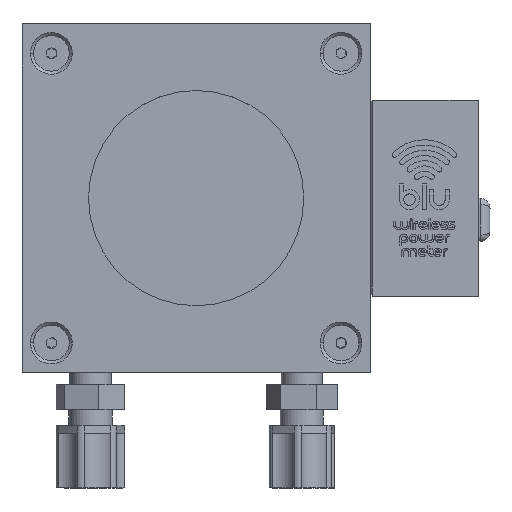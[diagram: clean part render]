
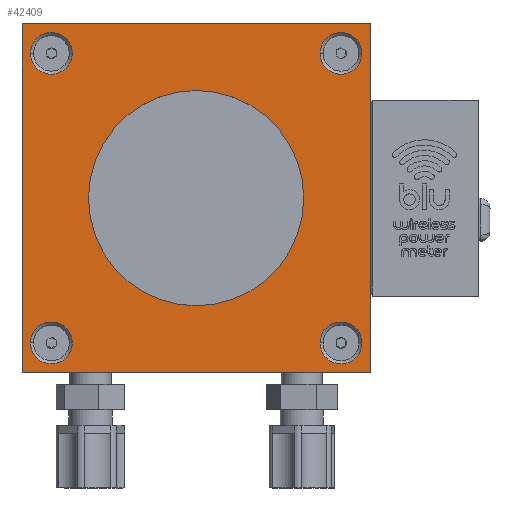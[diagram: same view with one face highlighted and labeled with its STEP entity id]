
A CAD part, top view. The second image highlights one B-rep face of the part: STEP entity #42409.
In plain terms, the highlighted planar face has unit normal (0, 0, 1).
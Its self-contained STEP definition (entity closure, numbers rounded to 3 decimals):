
#359 = VECTOR ( 'NONE', #21809, 1000. ) ;
#2261 = LINE ( 'NONE', #34496, #7232 ) ;
#2395 = ORIENTED_EDGE ( 'NONE', *, *, #37378, .T. ) ;
#3634 = FACE_BOUND ( 'NONE', #8573, .T. ) ;
#3898 = CARTESIAN_POINT ( 'NONE',  ( -11.116, -39.037, 16. ) ) ;
#4433 = CARTESIAN_POINT ( 'NONE',  ( 58.731, -2.037, 16. ) ) ;
#5814 = CARTESIAN_POINT ( 'NONE',  ( -5.769, -39.037, 16. ) ) ;
#5983 = CARTESIAN_POINT ( 'NONE',  ( 75.731, -46.537, 16. ) ) ;
#6390 = CARTESIAN_POINT ( 'NONE',  ( -11.116, 34.963, 16. ) ) ;
#6579 = AXIS2_PLACEMENT_3D ( 'NONE', #27457, #46777, #15229 ) ;
#6829 = DIRECTION ( 'NONE',  ( 1., 0., 0. ) ) ;
#7232 = VECTOR ( 'NONE', #15202, 1000. ) ;
#7637 = CIRCLE ( 'NONE', #27462, 5.347 ) ;
#7639 = DIRECTION ( 'NONE',  ( 0., 0., -1. ) ) ;
#8168 = VERTEX_POINT ( 'NONE', #29642 ) ;
#8392 = ORIENTED_EDGE ( 'NONE', *, *, #14319, .T. ) ;
#8573 = EDGE_LOOP ( 'NONE', ( #14741, #32679 ) ) ;
#8587 = DIRECTION ( 'NONE',  ( 1., 0., 0. ) ) ;
#9182 = AXIS2_PLACEMENT_3D ( 'NONE', #38514, #34177, #10569 ) ;
#9643 = CARTESIAN_POINT ( 'NONE',  ( -13.269, -46.537, 16. ) ) ;
#9808 = PLANE ( 'NONE',  #11791 ) ;
#10569 = DIRECTION ( 'NONE',  ( 1., 0., 0. ) ) ;
#10635 = DIRECTION ( 'NONE',  ( 0., 0., -1. ) ) ;
#11021 = CARTESIAN_POINT ( 'NONE',  ( 62.884, -39.037, 16. ) ) ;
#11099 = EDGE_LOOP ( 'NONE', ( #22348, #8392 ) ) ;
#11138 = VERTEX_POINT ( 'NONE', #25506 ) ;
#11705 = VERTEX_POINT ( 'NONE', #3898 ) ;
#11791 = AXIS2_PLACEMENT_3D ( 'NONE', #9643, #37248, #48944 ) ;
#13074 = ORIENTED_EDGE ( 'NONE', *, *, #49119, .T. ) ;
#13083 = DIRECTION ( 'NONE',  ( 1., 0., 0. ) ) ;
#14073 = ORIENTED_EDGE ( 'NONE', *, *, #25781, .T. ) ;
#14319 = EDGE_CURVE ( 'NONE', #11705, #26197, #36894, .T. ) ;
#14699 = CIRCLE ( 'NONE', #36651, 5.347 ) ;
#14741 = ORIENTED_EDGE ( 'NONE', *, *, #47295, .T. ) ;
#15202 = DIRECTION ( 'NONE',  ( -1., 0., 0. ) ) ;
#15229 = DIRECTION ( 'NONE',  ( 1., 0., 0. ) ) ;
#15302 = VERTEX_POINT ( 'NONE', #49763 ) ;
#17148 = CIRCLE ( 'NONE', #22014, 27.5 ) ;
#17267 = CIRCLE ( 'NONE', #33191, 27.5 ) ;
#17396 = EDGE_CURVE ( 'NONE', #43202, #26280, #33045, .T. ) ;
#17802 = ORIENTED_EDGE ( 'NONE', *, *, #34528, .T. ) ;
#18122 = DIRECTION ( 'NONE',  ( 1., 0., 0. ) ) ;
#18311 = VERTEX_POINT ( 'NONE', #32666 ) ;
#18382 = EDGE_LOOP ( 'NONE', ( #23095, #48415, #14073, #44210 ) ) ;
#20194 = AXIS2_PLACEMENT_3D ( 'NONE', #20231, #28517, #8587 ) ;
#20231 = CARTESIAN_POINT ( 'NONE',  ( 68.231, -39.037, 16. ) ) ;
#20572 = VERTEX_POINT ( 'NONE', #4433 ) ;
#20880 = CIRCLE ( 'NONE', #6579, 5.347 ) ;
#21504 = FACE_BOUND ( 'NONE', #47974, .T. ) ;
#21716 = ORIENTED_EDGE ( 'NONE', *, *, #34805, .T. ) ;
#21809 = DIRECTION ( 'NONE',  ( 0., 1., 0. ) ) ;
#21924 = DIRECTION ( 'NONE',  ( 0., 0., -1. ) ) ;
#22014 = AXIS2_PLACEMENT_3D ( 'NONE', #32127, #35763, #43694 ) ;
#22317 = VECTOR ( 'NONE', #6829, 1000. ) ;
#22348 = ORIENTED_EDGE ( 'NONE', *, *, #46268, .T. ) ;
#22355 = VERTEX_POINT ( 'NONE', #50919 ) ;
#23095 = ORIENTED_EDGE ( 'NONE', *, *, #48355, .T. ) ;
#23268 = CARTESIAN_POINT ( 'NONE',  ( -13.269, -46.537, 16. ) ) ;
#23993 = FACE_BOUND ( 'NONE', #45969, .T. ) ;
#24607 = EDGE_LOOP ( 'NONE', ( #29927, #13074 ) ) ;
#24805 = DIRECTION ( 'NONE',  ( 0., 0., -1. ) ) ;
#25125 = CARTESIAN_POINT ( 'NONE',  ( 62.884, 34.963, 16. ) ) ;
#25506 = CARTESIAN_POINT ( 'NONE',  ( 73.578, -39.037, 16. ) ) ;
#25781 = EDGE_CURVE ( 'NONE', #35512, #8168, #36983, .T. ) ;
#26197 = VERTEX_POINT ( 'NONE', #48241 ) ;
#26280 = VERTEX_POINT ( 'NONE', #25125 ) ;
#26934 = DIRECTION ( 'NONE',  ( 0., 0., -1. ) ) ;
#27457 = CARTESIAN_POINT ( 'NONE',  ( -5.769, -39.037, 16. ) ) ;
#27462 = AXIS2_PLACEMENT_3D ( 'NONE', #41683, #10635, #46331 ) ;
#28517 = DIRECTION ( 'NONE',  ( 0., 0., -1. ) ) ;
#28623 = CARTESIAN_POINT ( 'NONE',  ( -0.422, 34.963, 16. ) ) ;
#28732 = LINE ( 'NONE', #5983, #359 ) ;
#28761 = CARTESIAN_POINT ( 'NONE',  ( -5.769, 34.963, 16. ) ) ;
#29642 = CARTESIAN_POINT ( 'NONE',  ( -13.269, -46.537, 16. ) ) ;
#29927 = ORIENTED_EDGE ( 'NONE', *, *, #17396, .T. ) ;
#30120 = FACE_OUTER_BOUND ( 'NONE', #18382, .T. ) ;
#31212 = CARTESIAN_POINT ( 'NONE',  ( 31.231, -2.037, 16. ) ) ;
#31842 = AXIS2_PLACEMENT_3D ( 'NONE', #28761, #24805, #13083 ) ;
#32127 = CARTESIAN_POINT ( 'NONE',  ( 31.231, -2.037, 16. ) ) ;
#32666 = CARTESIAN_POINT ( 'NONE',  ( 3.731, -2.037, 16. ) ) ;
#32679 = ORIENTED_EDGE ( 'NONE', *, *, #38483, .T. ) ;
#33045 = CIRCLE ( 'NONE', #9182, 5.347 ) ;
#33191 = AXIS2_PLACEMENT_3D ( 'NONE', #31212, #7639, #35190 ) ;
#33313 = CIRCLE ( 'NONE', #31842, 5.347 ) ;
#34177 = DIRECTION ( 'NONE',  ( 0., 0., -1. ) ) ;
#34342 = DIRECTION ( 'NONE',  ( 1., 0., 0. ) ) ;
#34496 = CARTESIAN_POINT ( 'NONE',  ( -13.269, 42.463, 16. ) ) ;
#34528 = EDGE_CURVE ( 'NONE', #18311, #20572, #17148, .T. ) ;
#34646 = LINE ( 'NONE', #50243, #22317 ) ;
#34805 = EDGE_CURVE ( 'NONE', #40916, #11138, #34992, .T. ) ;
#34986 = EDGE_CURVE ( 'NONE', #22355, #35512, #2261, .T. ) ;
#34992 = CIRCLE ( 'NONE', #40308, 5.347 ) ;
#35190 = DIRECTION ( 'NONE',  ( -1., 0., 0. ) ) ;
#35508 = CARTESIAN_POINT ( 'NONE',  ( 73.578, 34.963, 16. ) ) ;
#35512 = VERTEX_POINT ( 'NONE', #46364 ) ;
#35763 = DIRECTION ( 'NONE',  ( 0., 0., -1. ) ) ;
#36603 = EDGE_CURVE ( 'NONE', #8168, #15302, #34646, .T. ) ;
#36651 = AXIS2_PLACEMENT_3D ( 'NONE', #50574, #26934, #34342 ) ;
#36894 = CIRCLE ( 'NONE', #38409, 5.347 ) ;
#36983 = LINE ( 'NONE', #23268, #50567 ) ;
#37248 = DIRECTION ( 'NONE',  ( 0., 0., 1. ) ) ;
#37378 = EDGE_CURVE ( 'NONE', #11138, #40916, #39155, .T. ) ;
#38409 = AXIS2_PLACEMENT_3D ( 'NONE', #5814, #48571, #40866 ) ;
#38483 = EDGE_CURVE ( 'NONE', #47780, #40702, #33313, .T. ) ;
#38514 = CARTESIAN_POINT ( 'NONE',  ( 68.231, 34.963, 16. ) ) ;
#39155 = CIRCLE ( 'NONE', #20194, 5.347 ) ;
#40308 = AXIS2_PLACEMENT_3D ( 'NONE', #41957, #21924, #18122 ) ;
#40702 = VERTEX_POINT ( 'NONE', #28623 ) ;
#40866 = DIRECTION ( 'NONE',  ( 1., 0., 0. ) ) ;
#40916 = VERTEX_POINT ( 'NONE', #11021 ) ;
#41301 = FACE_BOUND ( 'NONE', #24607, .T. ) ;
#41683 = CARTESIAN_POINT ( 'NONE',  ( 68.231, 34.963, 16. ) ) ;
#41957 = CARTESIAN_POINT ( 'NONE',  ( 68.231, -39.037, 16. ) ) ;
#42023 = EDGE_CURVE ( 'NONE', #20572, #18311, #17267, .T. ) ;
#42409 = ADVANCED_FACE ( 'NONE', ( #23993, #30120, #50527, #21504, #41301, #3634 ), #9808, .T. ) ;
#42948 = DIRECTION ( 'NONE',  ( 0., -1., 0. ) ) ;
#43202 = VERTEX_POINT ( 'NONE', #35508 ) ;
#43694 = DIRECTION ( 'NONE',  ( -1., 0., 0. ) ) ;
#44210 = ORIENTED_EDGE ( 'NONE', *, *, #36603, .T. ) ;
#45969 = EDGE_LOOP ( 'NONE', ( #17802, #50595 ) ) ;
#46268 = EDGE_CURVE ( 'NONE', #26197, #11705, #20880, .T. ) ;
#46331 = DIRECTION ( 'NONE',  ( 1., 0., 0. ) ) ;
#46364 = CARTESIAN_POINT ( 'NONE',  ( -13.269, 42.463, 16. ) ) ;
#46777 = DIRECTION ( 'NONE',  ( 0., 0., -1. ) ) ;
#47295 = EDGE_CURVE ( 'NONE', #40702, #47780, #14699, .T. ) ;
#47780 = VERTEX_POINT ( 'NONE', #6390 ) ;
#47974 = EDGE_LOOP ( 'NONE', ( #2395, #21716 ) ) ;
#48241 = CARTESIAN_POINT ( 'NONE',  ( -0.422, -39.037, 16. ) ) ;
#48355 = EDGE_CURVE ( 'NONE', #15302, #22355, #28732, .T. ) ;
#48415 = ORIENTED_EDGE ( 'NONE', *, *, #34986, .T. ) ;
#48571 = DIRECTION ( 'NONE',  ( 0., 0., -1. ) ) ;
#48944 = DIRECTION ( 'NONE',  ( 1., 0., 0. ) ) ;
#49119 = EDGE_CURVE ( 'NONE', #26280, #43202, #7637, .T. ) ;
#49763 = CARTESIAN_POINT ( 'NONE',  ( 75.731, -46.537, 16. ) ) ;
#50243 = CARTESIAN_POINT ( 'NONE',  ( -13.269, -46.537, 16. ) ) ;
#50527 = FACE_BOUND ( 'NONE', #11099, .T. ) ;
#50567 = VECTOR ( 'NONE', #42948, 1000. ) ;
#50574 = CARTESIAN_POINT ( 'NONE',  ( -5.769, 34.963, 16. ) ) ;
#50595 = ORIENTED_EDGE ( 'NONE', *, *, #42023, .T. ) ;
#50919 = CARTESIAN_POINT ( 'NONE',  ( 75.731, 42.463, 16. ) ) ;
